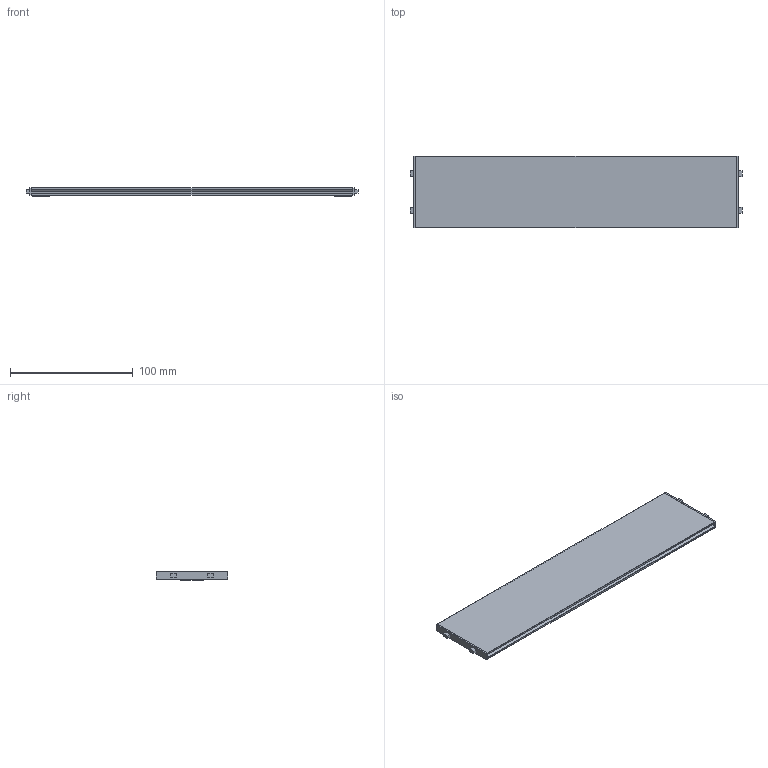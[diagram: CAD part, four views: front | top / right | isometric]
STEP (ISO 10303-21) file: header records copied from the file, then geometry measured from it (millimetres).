
FILE_DESCRIPTION (( 'STEP AP214' ), '1' );
FILE_NAME ('F000738,F000741,F000744_3D.step', '2022-10-10T14:06:02', ( '' ), ( '' ), 'SwSTEP 2.0', 'SolidWorks 2020', '' );
FILE_SCHEMA (( 'AUTOMOTIVE_DESIGN' ));
Length unit declared in the file: millimetre
Products named in the file (1): F000738,F000741,F000744_3D
Bounding box: 270 x 58 x 6.9 mm (x, y, z)
Volume: 18711.8 mm3; surface area: 71338 mm2
Topology: 4 solids, 4 shells, 150 faces, 414 edges, 276 vertices
Faces by surface type: plane 90, cylinder 60
Entity records: 4859 total; most frequent: CARTESIAN_POINT 841, DIRECTION 836, ORIENTED_EDGE 828, EDGE_CURVE 414, VECTOR 294, LINE 294, VERTEX_POINT 276, AXIS2_PLACEMENT_3D 271
